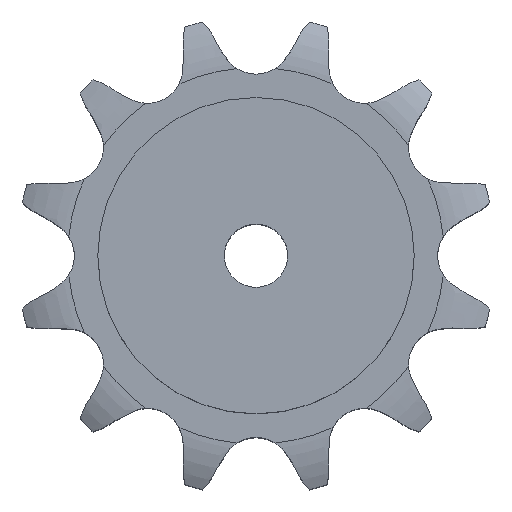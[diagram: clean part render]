
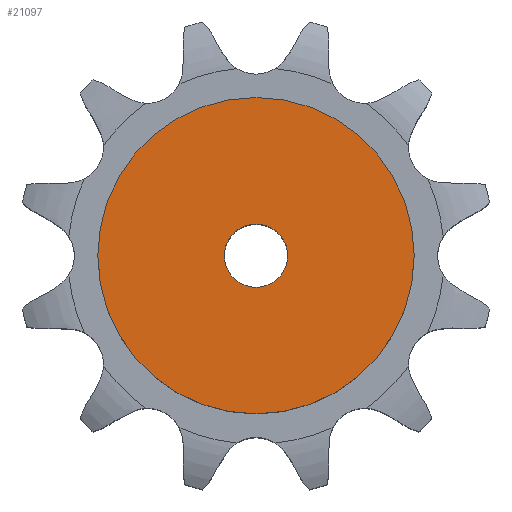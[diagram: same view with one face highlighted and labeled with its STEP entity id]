
A CAD part, top view. The second image highlights one B-rep face of the part: STEP entity #21097.
In plain terms, the highlighted planar face has unit normal (0, 0, 1).
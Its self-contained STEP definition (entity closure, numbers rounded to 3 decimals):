
#11367 = CYLINDRICAL_SURFACE('',#11368,12.5);
#11368 = AXIS2_PLACEMENT_3D('',#11369,#11370,#11371);
#11369 = CARTESIAN_POINT('',(0.,0.,327.31));
#11370 = DIRECTION('',(0.,0.,1.));
#11371 = DIRECTION('',(1.,0.,0.));
#14387 = EDGE_CURVE('',#14388,#14388,#14390,.T.);
#14388 = VERTEX_POINT('',#14389);
#14389 = CARTESIAN_POINT('',(12.5,0.,120.));
#14390 = SURFACE_CURVE('',#14391,(#14396,#14403),.PCURVE_S1.);
#14391 = CIRCLE('',#14392,12.5);
#14392 = AXIS2_PLACEMENT_3D('',#14393,#14394,#14395);
#14393 = CARTESIAN_POINT('',(0.,0.,120.));
#14394 = DIRECTION('',(0.,0.,1.));
#14395 = DIRECTION('',(1.,0.,0.));
#14396 = PCURVE('',#11367,#14397);
#14397 = DEFINITIONAL_REPRESENTATION('',(#14398),#14402);
#14398 = LINE('',#14399,#14400);
#14399 = CARTESIAN_POINT('',(0.,-207.31));
#14400 = VECTOR('',#14401,1.);
#14401 = DIRECTION('',(1.,0.));
#14402 = ( GEOMETRIC_REPRESENTATION_CONTEXT(2) 
PARAMETRIC_REPRESENTATION_CONTEXT() REPRESENTATION_CONTEXT('2D SPACE',''
  ) );
#14403 = PCURVE('',#14404,#14409);
#14404 = PLANE('',#14405);
#14405 = AXIS2_PLACEMENT_3D('',#14406,#14407,#14408);
#14406 = CARTESIAN_POINT('',(0.,0.,120.
    ));
#14407 = DIRECTION('',(0.,0.,1.));
#14408 = DIRECTION('',(1.,0.,0.));
#14409 = DEFINITIONAL_REPRESENTATION('',(#14410),#14414);
#14410 = CIRCLE('',#14411,12.5);
#14411 = AXIS2_PLACEMENT_2D('',#14412,#14413);
#14412 = CARTESIAN_POINT('',(0.,0.));
#14413 = DIRECTION('',(1.,0.));
#14414 = ( GEOMETRIC_REPRESENTATION_CONTEXT(2) 
PARAMETRIC_REPRESENTATION_CONTEXT() REPRESENTATION_CONTEXT('2D SPACE',''
  ) );
#21097 = ADVANCED_FACE('',(#21098,#21129),#14404,.T.);
#21098 = FACE_BOUND('',#21099,.T.);
#21099 = EDGE_LOOP('',(#21100));
#21100 = ORIENTED_EDGE('',*,*,#21101,.T.);
#21101 = EDGE_CURVE('',#21102,#21102,#21104,.T.);
#21102 = VERTEX_POINT('',#21103);
#21103 = CARTESIAN_POINT('',(62.5,0.,120.));
#21104 = SURFACE_CURVE('',#21105,(#21110,#21117),.PCURVE_S1.);
#21105 = CIRCLE('',#21106,62.5);
#21106 = AXIS2_PLACEMENT_3D('',#21107,#21108,#21109);
#21107 = CARTESIAN_POINT('',(0.,0.,120.));
#21108 = DIRECTION('',(0.,0.,1.));
#21109 = DIRECTION('',(1.,0.,0.));
#21110 = PCURVE('',#14404,#21111);
#21111 = DEFINITIONAL_REPRESENTATION('',(#21112),#21116);
#21112 = CIRCLE('',#21113,62.5);
#21113 = AXIS2_PLACEMENT_2D('',#21114,#21115);
#21114 = CARTESIAN_POINT('',(0.,0.));
#21115 = DIRECTION('',(1.,0.));
#21116 = ( GEOMETRIC_REPRESENTATION_CONTEXT(2) 
PARAMETRIC_REPRESENTATION_CONTEXT() REPRESENTATION_CONTEXT('2D SPACE',''
  ) );
#21117 = PCURVE('',#21118,#21123);
#21118 = CYLINDRICAL_SURFACE('',#21119,62.5);
#21119 = AXIS2_PLACEMENT_3D('',#21120,#21121,#21122);
#21120 = CARTESIAN_POINT('',(0.,0.,0.));
#21121 = DIRECTION('',(-0.,-0.,-1.));
#21122 = DIRECTION('',(1.,0.,0.));
#21123 = DEFINITIONAL_REPRESENTATION('',(#21124),#21128);
#21124 = LINE('',#21125,#21126);
#21125 = CARTESIAN_POINT('',(-0.,-120.));
#21126 = VECTOR('',#21127,1.);
#21127 = DIRECTION('',(-1.,0.));
#21128 = ( GEOMETRIC_REPRESENTATION_CONTEXT(2) 
PARAMETRIC_REPRESENTATION_CONTEXT() REPRESENTATION_CONTEXT('2D SPACE',''
  ) );
#21129 = FACE_BOUND('',#21130,.T.);
#21130 = EDGE_LOOP('',(#21131));
#21131 = ORIENTED_EDGE('',*,*,#14387,.F.);
